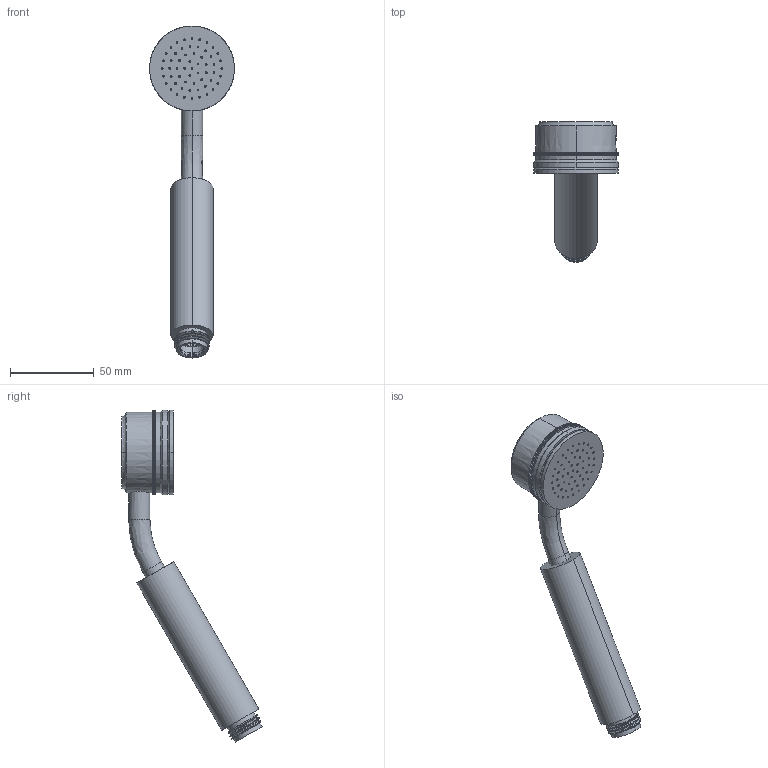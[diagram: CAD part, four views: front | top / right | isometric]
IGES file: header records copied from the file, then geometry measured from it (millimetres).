
Start section:  PTC IGES file: 50697.igs
Global section: file name: 50697.igs; native system: Creo Parametric by PTC Inc.; preprocessor: 2018400; author: jinson.thomas; organization: Unknown; date: 20201211.102401; units: inch
Bounding box: 50.8 x 83.77 x 198.43 mm (x, y, z)
Volume: 115986.1 mm3; surface area: 26529.4 mm2
Topology: 1 solids, 3 shells, 786 faces, 2124 edges, 1410 vertices
Faces by surface type: bspline 439, revolution 347
